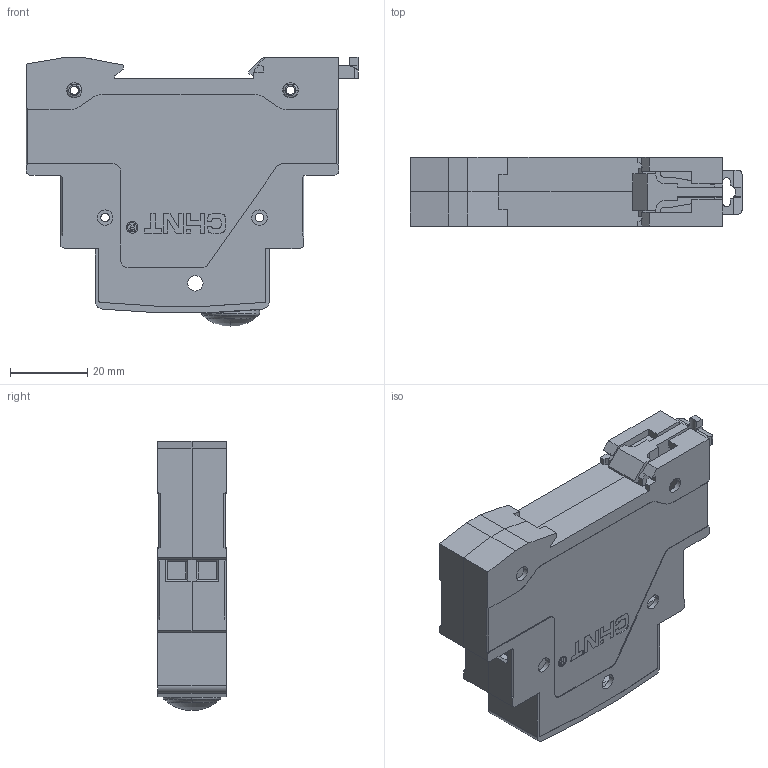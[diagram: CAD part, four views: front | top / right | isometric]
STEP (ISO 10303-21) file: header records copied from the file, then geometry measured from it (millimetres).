
FILE_DESCRIPTION((''),'2;1');
FILE_NAME('2-659-102_01-6_3V_GREEN_ASM','2017-04-08T',('pb'),(''),'PRO/ENGINEER BY PARAMETRIC TECHNOLOGY CORPORATION, 2010280','PRO/ENGINEER BY PARAMETRIC TECHNOLOGY CORPORATION, 2010280','');
FILE_SCHEMA(('CONFIG_CONTROL_DESIGN'));
Length unit declared in the file: millimetre
Products named in the file (12): 8-005-254; 8-585-496; F-8-510-179; 5-575-020-1_ASM; 8-050-267; 5-557-127_ASM; 5-574-107_ASM; 8-781-025; 8-005-224; 8-271-005; 8-321-037-1; 2-659-102_01-6_3V_GREEN_ASM
Assembly tree (13 placements, depth 3):
  2-659-102_01-6_3V_GREEN_ASM
    8-005-254
    5-575-020-1_ASM
      8-585-496
      F-8-510-179
    8-050-267
    5-557-127_ASM
    5-574-107_ASM  x2
    8-781-025  x2
    8-005-224
    8-271-005
    8-321-037-1
Bounding box: 86 x 17.8 x 69.7 mm (x, y, z)
Volume: 21466 mm3; surface area: 32775.2 mm2
Topology: 9 solids, 9 shells, 846 faces, 2348 edges, 1545 vertices
Faces by surface type: plane 682, cylinder 115, extrusion 32, torus 8, sphere 4, cone 4, bspline 1
Entity records: 26811 total; most frequent: CARTESIAN_POINT 5092, ORIENTED_EDGE 4616, DIRECTION 4162, EDGE_CURVE 2308, VECTOR 2000, LINE 1968, VERTEX_POINT 1521, AXIS2_PLACEMENT_3D 1081
